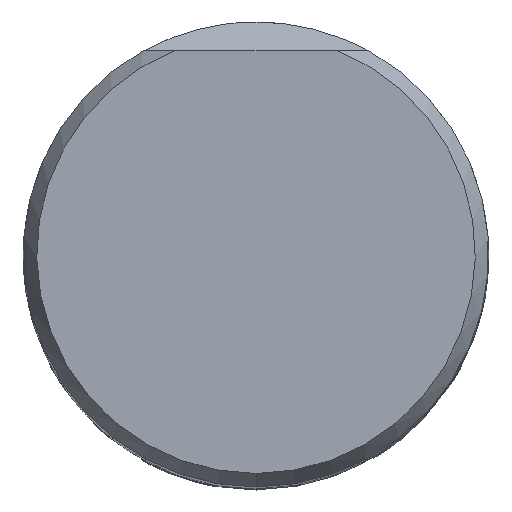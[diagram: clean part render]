
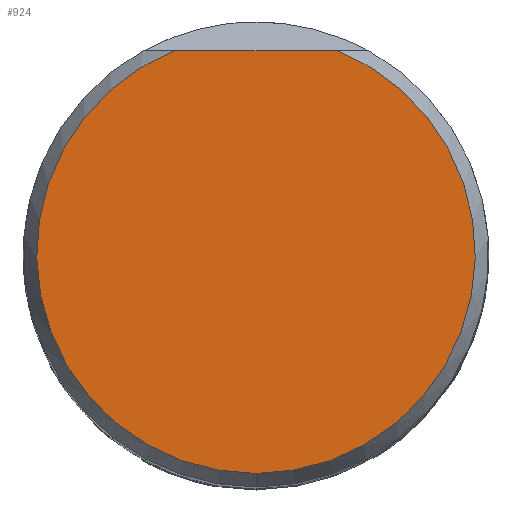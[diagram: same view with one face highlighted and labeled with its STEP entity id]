
A CAD part, top view. The second image highlights one B-rep face of the part: STEP entity #924.
In plain terms, the highlighted planar face has unit normal (0, 0, 1).
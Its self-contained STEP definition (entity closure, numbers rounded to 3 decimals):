
#814=EDGE_CURVE('',#1198,#1338,#2089,.T.);
#924=ADVANCED_FACE('',(#2213),#2214,.T.);
#1102=EDGE_CURVE('',#1616,#1338,#2410,.T.);
#1198=VERTEX_POINT('',#2512);
#1338=VERTEX_POINT('',#2664);
#1486=EDGE_CURVE('',#1198,#1616,#2829,.T.);
#1616=VERTEX_POINT('',#2971);
#2089=LINE('',#4025,#4026);
#2213=FACE_OUTER_BOUND('',#4604,.T.);
#2214=PLANE('',#4605);
#2410=CIRCLE('',#6035,15.076);
#2512=CARTESIAN_POINT('',(5.594,14.0,0.0));
#2664=CARTESIAN_POINT('',(-5.594,14.0,0.0));
#2829=CIRCLE('',#8905,15.076);
#2971=CARTESIAN_POINT('',(0.,-15.076,0.0));
#4025=CARTESIAN_POINT('',(-8.0,14.0,0.0));
#4026=VECTOR('',#13120,1.0);
#4604=EDGE_LOOP('',(#13288,#13289,#13290));
#4605=AXIS2_PLACEMENT_3D('',#13291,#13292,#13293);
#6035=AXIS2_PLACEMENT_3D('',#13517,#13518,#13519);
#8905=AXIS2_PLACEMENT_3D('',#14009,#14010,#14011);
#13120=DIRECTION('',(-1.0,0.0,0.0));
#13288=ORIENTED_EDGE('',*,*,#814,.T.);
#13289=ORIENTED_EDGE('',*,*,#1102,.F.);
#13290=ORIENTED_EDGE('',*,*,#1486,.F.);
#13291=CARTESIAN_POINT('',(0.0,7.538,0.0));
#13292=DIRECTION('',(-0.0,0.0,1.0));
#13293=DIRECTION('',(0.0,-1.0,0.0));
#13517=CARTESIAN_POINT('',(0.0,0.0,0.0));
#13518=DIRECTION('',(0.0,0.0,-1.0));
#13519=DIRECTION('',(0.0,1.0,0.0));
#14009=CARTESIAN_POINT('',(0.0,0.0,0.0));
#14010=DIRECTION('',(0.0,0.0,-1.0));
#14011=DIRECTION('',(0.0,1.0,0.0));
